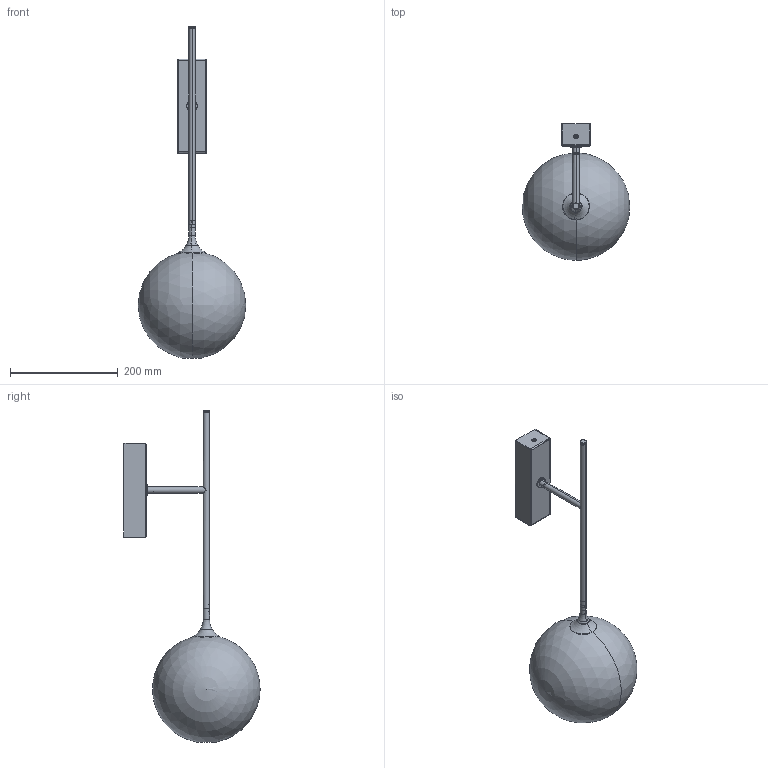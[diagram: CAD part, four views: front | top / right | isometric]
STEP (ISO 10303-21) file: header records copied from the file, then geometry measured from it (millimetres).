
FILE_DESCRIPTION (( 'STEP AP214' ), '1' );
FILE_NAME ('PALLONCINO_PARETE.STEP', '2023-06-08T13:41:53', ( '' ), ( '' ), 'SwSTEP 2.0', 'SolidWorks 2014', '' );
FILE_SCHEMA (( 'AUTOMOTIVE_DESIGN' ));
Length unit declared in the file: millimetre
Products named in the file (29): vite_tsp_croce_m4x10; 007PM_001_300118; rondella dentellata d 10 int; 063WM_003; vite_TC_2.9_X_6.5_T_CR; 007PM_007_070218; PALLONCINO_PARETE; 063WM_001; dado M10_basso; Tige M10 x 1 x 15; 007WM_006; 007PM_019; grano EI M4x4_PUNTA_CONICA; 007WM_000_SOTTOASSIEME; 007WM_003
Assembly tree (15 placements, depth 3):
  vite_tsp_croce_m4x10
  007PM_001_300118
  rondella dentellata d 10 int
  063WM_003
  vite_TC_2.9_X_6.5_T_CR
Bounding box: 200 x 253.2 x 617.23 mm (x, y, z)
Volume: 314720.8 mm3; surface area: 344527.7 mm2
Topology: 14 solids, 14 shells, 452 faces, 1100 edges, 681 vertices
Faces by surface type: plane 229, cylinder 105, cone 64, torus 42, bspline 8, sphere 4
Entity records: 13766 total; most frequent: CARTESIAN_POINT 3070, DIRECTION 2088, ORIENTED_EDGE 2056, EDGE_CURVE 1028, AXIS2_PLACEMENT_3D 747, VERTEX_POINT 637, LINE 594, VECTOR 594
